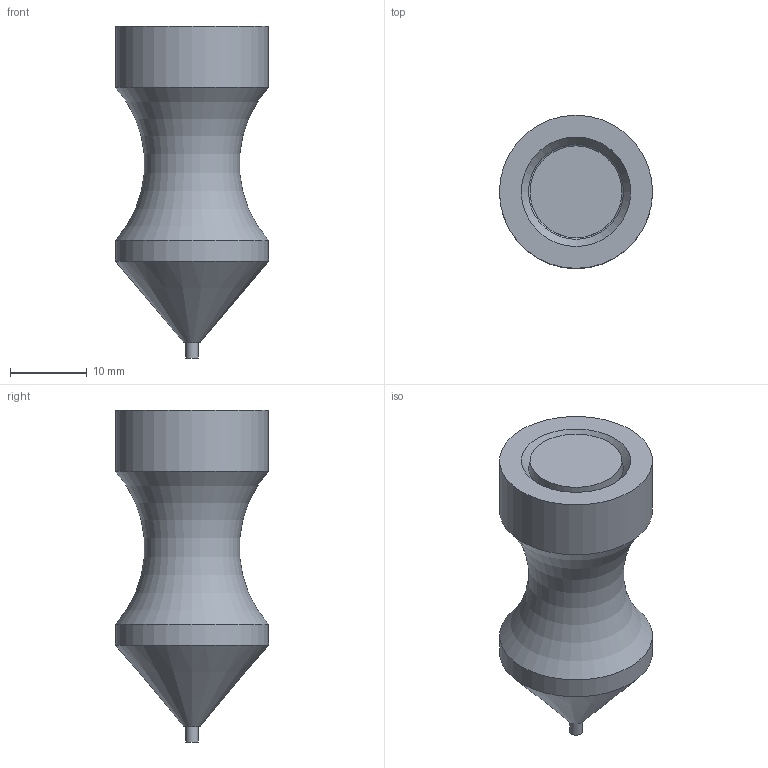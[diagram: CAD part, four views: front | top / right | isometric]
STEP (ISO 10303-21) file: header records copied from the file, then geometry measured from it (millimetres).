
FILE_DESCRIPTION(/* description */ (''),/* implementation_level */ '2;1');
FILE_NAME(/* name */ 'bearing tool v4.step',/* time_stamp */ '2024-06-19T18:21:48+10:00',/* author */ (''),/* organization */ (''),/* preprocessor_version */ 'ST-DEVELOPER v20',/* originating_system */ 'Autodesk Translation Framework v12.20.1.177',/* authorisation */ '');
FILE_SCHEMA (('AUTOMOTIVE_DESIGN { 1 0 10303 214 3 1 1 }'));
Length unit declared in the file: millimetre
Products named in the file (1): bearing tool
Bounding box: 20 x 20 x 43.37 mm (x, y, z)
Volume: 7941.4 mm3; surface area: 3961.6 mm2
Topology: 2 solids, 2 shells, 19 faces, 33 edges, 18 vertices
Faces by surface type: cylinder 8, cone 6, plane 4, torus 1
Full cylindrical faces by diameter (mm): 1.6 x1, 2 x1, 4 x1, 4.4 x1, 12 x1, 12.4 x1, 20 x2
Entity records: 486 total; most frequent: DIRECTION 92, CARTESIAN_POINT 71, ORIENTED_EDGE 66, AXIS2_PLACEMENT_3D 39, EDGE_CURVE 33, EDGE_LOOP 21, FACE_OUTER_BOUND 19, CIRCLE 19
